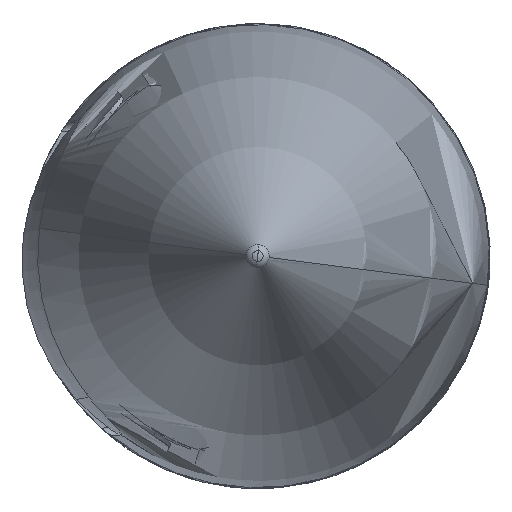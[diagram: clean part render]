
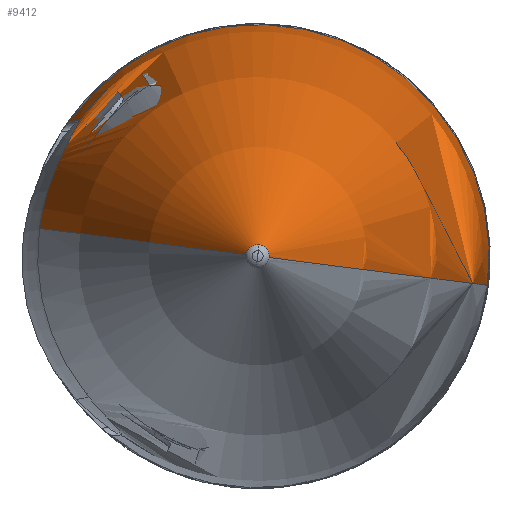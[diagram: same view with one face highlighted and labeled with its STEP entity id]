
A CAD part, front view. The second image highlights one B-rep face of the part: STEP entity #9412.
In plain terms, the highlighted toroidal (fillet/blend) face has major radius 275.479 mm and minor radius 326.58 mm.
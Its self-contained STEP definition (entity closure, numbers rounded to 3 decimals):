
#106 = CARTESIAN_POINT ( 'NONE',  ( -23.387, 49.794, 43.242 ) ) ;
#181 = B_SPLINE_CURVE_WITH_KNOTS ( 'NONE', 3,
 ( #9710, #11051, #9478, #7397, #2052, #15056 ),
 .UNSPECIFIED., .F., .F.,
 ( 4, 2, 4 ),
 ( 0., 0.001, 0.001 ),
 .UNSPECIFIED. ) ;
#339 = VERTEX_POINT ( 'NONE', #5119 ) ;
#629 = ORIENTED_EDGE ( 'NONE', *, *, #12228, .T. ) ;
#752 = VERTEX_POINT ( 'NONE', #21640 ) ;
#786 = CARTESIAN_POINT ( 'NONE',  ( -16.115, 54.718, 45.839 ) ) ;
#1019 = CARTESIAN_POINT ( 'NONE',  ( -21.593, 51.949, 43.898 ) ) ;
#1185 = CARTESIAN_POINT ( 'NONE',  ( 0., 54.999, 48.549 ) ) ;
#1439 = VERTEX_POINT ( 'NONE', #20880 ) ;
#1565 = DIRECTION ( 'NONE',  ( 0., 0., -1. ) ) ;
#1685 = CARTESIAN_POINT ( 'NONE',  ( -24.693, 44.999, 43.074 ) ) ;
#1809 = DIRECTION ( 'NONE',  ( 0., -1., 0. ) ) ;
#2015 = VERTEX_POINT ( 'NONE', #17010 ) ;
#2052 = CARTESIAN_POINT ( 'NONE',  ( -24.174, 16.786, 45.01 ) ) ;
#2137 = DIRECTION ( 'NONE',  ( 0., 0., -1. ) ) ;
#2252 = ORIENTED_EDGE ( 'NONE', *, *, #23053, .T. ) ;
#2497 = VERTEX_POINT ( 'NONE', #4883 ) ;
#2801 = CIRCLE ( 'NONE', #16394, 2.554 ) ;
#3012 = VERTEX_POINT ( 'NONE', #1185 ) ;
#3589 = CARTESIAN_POINT ( 'NONE',  ( 0., 14.249, 0. ) ) ;
#3600 = EDGE_LOOP ( 'NONE', ( #10736, #2252, #16060, #11706, #629, #11598, #18649, #21572, #16829 ) ) ;
#3922 = CARTESIAN_POINT ( 'NONE',  ( -24.189, 21.691, 44.955 ) ) ;
#4186 = CARTESIAN_POINT ( 'NONE',  ( -23.571, 49.485, 43.18 ) ) ;
#4421 = CARTESIAN_POINT ( 'NONE',  ( -14.076, 54.999, 46.469 ) ) ;
#4656 = CARTESIAN_POINT ( 'NONE',  ( -14.763, 54.941, 46.263 ) ) ;
#4782 = CARTESIAN_POINT ( 'NONE',  ( -16.781, 54.553, 45.621 ) ) ;
#4883 = CARTESIAN_POINT ( 'NONE',  ( -23.749, 15.867, 45.243 ) ) ;
#5119 = CARTESIAN_POINT ( 'NONE',  ( 0., 15.867, -51.097 ) ) ;
#5385 = CARTESIAN_POINT ( 'NONE',  ( -24.533, 40.358, 43.672 ) ) ;
#5782 = DIRECTION ( 'NONE',  ( 0., -1., 0. ) ) ;
#6141 = CARTESIAN_POINT ( 'NONE',  ( -19.925, 53.19, 44.52 ) ) ;
#6526 = VERTEX_POINT ( 'NONE', #22694 ) ;
#6916 = DIRECTION ( 'NONE',  ( -1., 0., 0. ) ) ;
#7009 = DIRECTION ( 'NONE',  ( 0., -1., 0. ) ) ;
#7393 = CARTESIAN_POINT ( 'NONE',  ( -24.718, 45.723, 42.981 ) ) ;
#7397 = CARTESIAN_POINT ( 'NONE',  ( -24.133, 16.581, 45.034 ) ) ;
#7570 = CARTESIAN_POINT ( 'NONE',  ( -24.175, 16.999, 45.008 ) ) ;
#8491 = CIRCLE ( 'NONE', #13537, 48.549 ) ;
#9100 = CARTESIAN_POINT ( 'NONE',  ( -24.648, 46.438, 42.94 ) ) ;
#9412 = ADVANCED_FACE ( 'NONE', ( #14662 ), #21503, .T. ) ;
#9454 = DIRECTION ( 'NONE',  ( 0., 1., 0. ) ) ;
#9478 = CARTESIAN_POINT ( 'NONE',  ( -23.983, 16.195, 45.117 ) ) ;
#9710 = CARTESIAN_POINT ( 'NONE',  ( -23.749, 15.867, 45.243 ) ) ;
#10030 = CARTESIAN_POINT ( 'NONE',  ( -13.377, 54.999, 46.669 ) ) ;
#10115 = AXIS2_PLACEMENT_3D ( 'NONE', #22233, #6916, #18217 ) ;
#10118 = EDGE_CURVE ( 'NONE', #16905, #6526, #18210, .T. ) ;
#10609 = EDGE_CURVE ( 'NONE', #2497, #16905, #181, .T. ) ;
#10736 = ORIENTED_EDGE ( 'NONE', *, *, #16113, .F. ) ;
#10863 = CARTESIAN_POINT ( 'NONE',  ( -24.239, 26.37, 44.769 ) ) ;
#11051 = CARTESIAN_POINT ( 'NONE',  ( -23.877, 16.021, 45.175 ) ) ;
#11347 = CARTESIAN_POINT ( 'NONE',  ( -24.693, 44.999, 43.074 ) ) ;
#11598 = ORIENTED_EDGE ( 'NONE', *, *, #10609, .T. ) ;
#11616 = CARTESIAN_POINT ( 'NONE',  ( -22.096, 51.466, 43.708 ) ) ;
#11706 = ORIENTED_EDGE ( 'NONE', *, *, #13439, .T. ) ;
#12228 = EDGE_CURVE ( 'NONE', #339, #2497, #13161, .T. ) ;
#12665 = CARTESIAN_POINT ( 'NONE',  ( 0., 185.574, -2.554 ) ) ;
#12772 = CARTESIAN_POINT ( 'NONE',  ( 0., 14.249, -275.479 ) ) ;
#12871 = CARTESIAN_POINT ( 'NONE',  ( -22.988, 50.385, 43.382 ) ) ;
#12975 = DIRECTION ( 'NONE',  ( 0., 0., -1. ) ) ;
#13161 = CIRCLE ( 'NONE', #19363, 51.097 ) ;
#13439 = EDGE_CURVE ( 'NONE', #22112, #339, #22541, .T. ) ;
#13537 = AXIS2_PLACEMENT_3D ( 'NONE', #18159, #17797, #16337 ) ;
#13908 = CARTESIAN_POINT ( 'NONE',  ( -18.721, 53.837, 44.955 ) ) ;
#14662 = FACE_OUTER_BOUND ( 'NONE', #3600, .T. ) ;
#14758 = EDGE_CURVE ( 'NONE', #2015, #22112, #23726, .T. ) ;
#15056 = CARTESIAN_POINT ( 'NONE',  ( -24.175, 16.999, 45.008 ) ) ;
#15153 = CARTESIAN_POINT ( 'NONE',  ( 0., 15.867, 0. ) ) ;
#15734 = CARTESIAN_POINT ( 'NONE',  ( -20.5, 52.816, 44.307 ) ) ;
#15897 = B_SPLINE_CURVE_WITH_KNOTS ( 'NONE', 3,
 ( #1685, #7393, #9100, #16520, #23922, #16754, #22109, #4186, #106, #12871, #22353, #11616, #1019, #15734, #6141, #13908, #19507, #4782, #786, #4656, #4421, #10030 ),
 .UNSPECIFIED., .F., .F.,
 ( 4, 2, 2, 2, 2, 2, 2, 2, 2, 2, 4 ),
 ( 0., 0.002, 0.003, 0.004, 0.005, 0.006, 0.009, 0.011, 0.013, 0.015, 0.017 ),
 .UNSPECIFIED. ) ;
#16060 = ORIENTED_EDGE ( 'NONE', *, *, #14758, .T. ) ;
#16113 = EDGE_CURVE ( 'NONE', #752, #3012, #17216, .T. ) ;
#16337 = DIRECTION ( 'NONE',  ( 0., 0., -1. ) ) ;
#16394 = AXIS2_PLACEMENT_3D ( 'NONE', #18557, #7009, #12975 ) ;
#16520 = CARTESIAN_POINT ( 'NONE',  ( -24.403, 47.497, 42.957 ) ) ;
#16746 = AXIS2_PLACEMENT_3D ( 'NONE', #19004, #1809, #1565 ) ;
#16754 = CARTESIAN_POINT ( 'NONE',  ( -24.046, 48.523, 43.036 ) ) ;
#16829 = ORIENTED_EDGE ( 'NONE', *, *, #19640, .T. ) ;
#16905 = VERTEX_POINT ( 'NONE', #7570 ) ;
#17010 = CARTESIAN_POINT ( 'NONE',  ( -2.554, 185.574, 0. ) ) ;
#17216 = CIRCLE ( 'NONE', #22646, 326.58 ) ;
#17797 = DIRECTION ( 'NONE',  ( 0., 1., 0. ) ) ;
#18159 = CARTESIAN_POINT ( 'NONE',  ( 0., 54.999, 0. ) ) ;
#18210 = B_SPLINE_CURVE_WITH_KNOTS ( 'NONE', 3,
 ( #18640, #3922, #10863, #22051, #5385, #11347 ),
 .UNSPECIFIED., .F., .F.,
 ( 4, 2, 4 ),
 ( 0.001, 0.015, 0.029 ),
 .UNSPECIFIED. ) ;
#18217 = DIRECTION ( 'NONE',  ( 0., 0., 1. ) ) ;
#18476 = DIRECTION ( 'NONE',  ( 1., 0., 0. ) ) ;
#18557 = CARTESIAN_POINT ( 'NONE',  ( 0., 185.574, 0. ) ) ;
#18640 = CARTESIAN_POINT ( 'NONE',  ( -24.175, 16.999, 45.008 ) ) ;
#18649 = ORIENTED_EDGE ( 'NONE', *, *, #10118, .T. ) ;
#19004 = CARTESIAN_POINT ( 'NONE',  ( 0., 185.574, 0. ) ) ;
#19363 = AXIS2_PLACEMENT_3D ( 'NONE', #15153, #9454, #22564 ) ;
#19403 = EDGE_CURVE ( 'NONE', #6526, #1439, #15897, .T. ) ;
#19507 = CARTESIAN_POINT ( 'NONE',  ( -18.09, 54.11, 45.177 ) ) ;
#19640 = EDGE_CURVE ( 'NONE', #1439, #3012, #8491, .T. ) ;
#20880 = CARTESIAN_POINT ( 'NONE',  ( -13.377, 54.999, 46.669 ) ) ;
#21503 = TOROIDAL_SURFACE ( 'NONE', #23818, -275.479, 326.58 ) ;
#21572 = ORIENTED_EDGE ( 'NONE', *, *, #19403, .T. ) ;
#21640 = CARTESIAN_POINT ( 'NONE',  ( 0., 185.574, 2.554 ) ) ;
#22006 = DIRECTION ( 'NONE',  ( 0., 0., -1. ) ) ;
#22051 = CARTESIAN_POINT ( 'NONE',  ( -24.411, 35.704, 44.128 ) ) ;
#22109 = CARTESIAN_POINT ( 'NONE',  ( -23.9, 48.85, 43.077 ) ) ;
#22112 = VERTEX_POINT ( 'NONE', #12665 ) ;
#22233 = CARTESIAN_POINT ( 'NONE',  ( 0., 14.249, 275.479 ) ) ;
#22353 = CARTESIAN_POINT ( 'NONE',  ( -22.774, 50.665, 43.459 ) ) ;
#22541 = CIRCLE ( 'NONE', #10115, 326.58 ) ;
#22564 = DIRECTION ( 'NONE',  ( 0., 0., -1. ) ) ;
#22646 = AXIS2_PLACEMENT_3D ( 'NONE', #12772, #18476, #22006 ) ;
#22694 = CARTESIAN_POINT ( 'NONE',  ( -24.693, 44.999, 43.074 ) ) ;
#23053 = EDGE_CURVE ( 'NONE', #752, #2015, #2801, .T. ) ;
#23726 = CIRCLE ( 'NONE', #16746, 2.554 ) ;
#23818 = AXIS2_PLACEMENT_3D ( 'NONE', #3589, #5782, #2137 ) ;
#23922 = CARTESIAN_POINT ( 'NONE',  ( -24.297, 47.848, 42.975 ) ) ;
